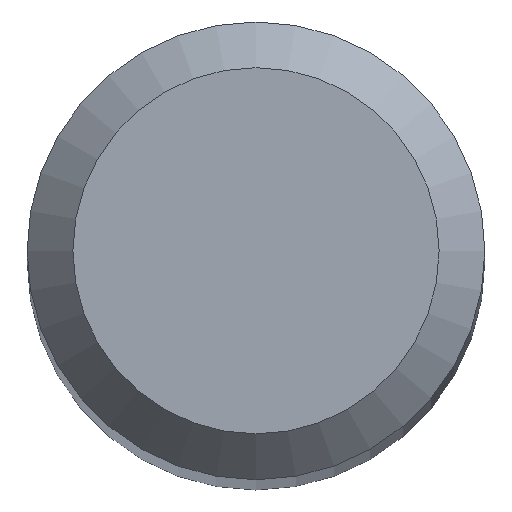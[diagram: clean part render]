
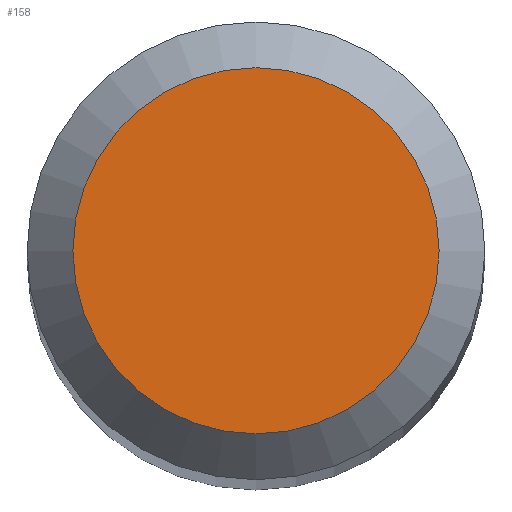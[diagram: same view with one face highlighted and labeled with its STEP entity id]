
A CAD part, top view. The second image highlights one B-rep face of the part: STEP entity #158.
In plain terms, the highlighted planar face has unit normal (0, 0, 1).
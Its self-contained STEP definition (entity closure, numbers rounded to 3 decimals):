
#4 = VERTEX_POINT ( 'NONE', #15 ) ;
#15 = CARTESIAN_POINT ( 'NONE',  ( 0., 0.8, 38. ) ) ;
#61 = DIRECTION ( 'NONE',  ( 0., 1., 0. ) ) ;
#72 = ORIENTED_EDGE ( 'NONE', *, *, #165, .F. ) ;
#82 = FACE_OUTER_BOUND ( 'NONE', #201, .T. ) ;
#98 = CARTESIAN_POINT ( 'NONE',  ( 0., 0., 38. ) ) ;
#111 = CIRCLE ( 'NONE', #121, 0.8 ) ;
#119 = PLANE ( 'NONE',  #175 ) ;
#121 = AXIS2_PLACEMENT_3D ( 'NONE', #98, #217, #61 ) ;
#157 = DIRECTION ( 'NONE',  ( 0., 1., 0. ) ) ;
#158 = ADVANCED_FACE ( 'NONE', ( #82 ), #119, .F. ) ;
#165 = EDGE_CURVE ( 'NONE', #4, #4, #111, .T. ) ;
#175 = AXIS2_PLACEMENT_3D ( 'NONE', #206, #196, #157 ) ;
#196 = DIRECTION ( 'NONE',  ( 0., 0., -1. ) ) ;
#201 = EDGE_LOOP ( 'NONE', ( #72 ) ) ;
#206 = CARTESIAN_POINT ( 'NONE',  ( 0., 0., 38. ) ) ;
#217 = DIRECTION ( 'NONE',  ( 0., 0., -1. ) ) ;
